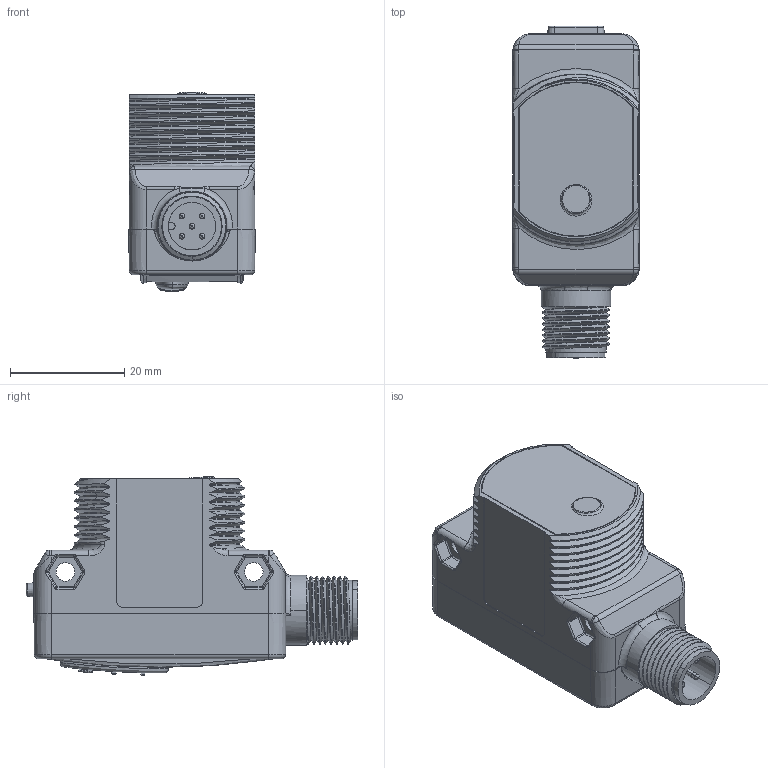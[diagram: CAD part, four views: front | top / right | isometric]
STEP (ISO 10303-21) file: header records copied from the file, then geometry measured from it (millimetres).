
FILE_DESCRIPTION((''),'2;1');
FILE_NAME('140583_SW','2008-06-02T',('banengservice'),('BANNER ENGINEERING'),'PRO/ENGINEER BY PARAMETRIC TECHNOLOGY CORPORATION, 2006170','PRO/ENGINEER BY PARAMETRIC TECHNOLOGY CORPORATION, 2006170','');
FILE_SCHEMA(('CONFIG_CONTROL_DESIGN'));
Length unit declared in the file: inch
Products named in the file (1): 140583_SW
Bounding box: 22.14 x 58.13 x 34.91 mm (x, y, z)
Volume: 25963.4 mm3; surface area: 8845.9 mm2
Topology: 1 solids, 1 shells, 545 faces, 1325 edges, 793 vertices
Faces by surface type: cylinder 209, plane 118, bspline 112, torus 56, sphere 32, cone 14, extrusion 4
Entity records: 26565 total; most frequent: CARTESIAN_POINT 14616, ORIENTED_EDGE 2646, DIRECTION 2258, EDGE_CURVE 1323, AXIS2_PLACEMENT_3D 873, VERTEX_POINT 793, EDGE_LOOP 566, FACE_OUTER_BOUND 545
